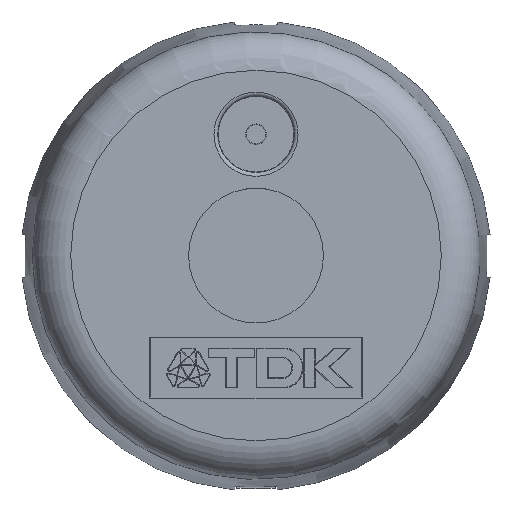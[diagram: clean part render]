
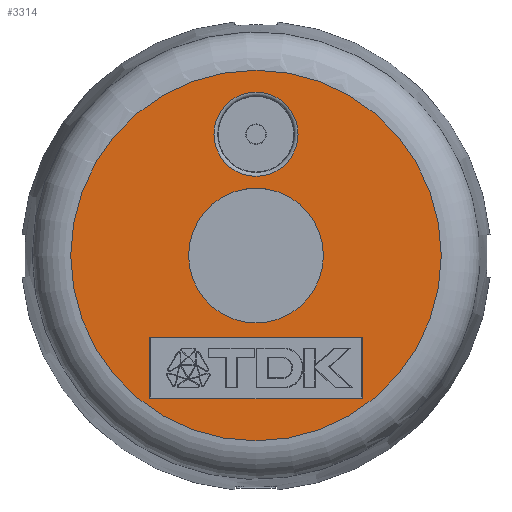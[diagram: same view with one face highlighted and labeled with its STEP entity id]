
A CAD part, top view. The second image highlights one B-rep face of the part: STEP entity #3314.
In plain terms, the highlighted planar face has unit normal (0, 0, 1).
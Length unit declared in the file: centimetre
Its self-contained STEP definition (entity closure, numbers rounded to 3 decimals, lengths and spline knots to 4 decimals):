
#127=LINE('',#4814,#473);
#128=LINE('',#4816,#474);
#129=LINE('',#4818,#475);
#130=LINE('',#4819,#476);
#473=VECTOR('',#3840,1.);
#474=VECTOR('',#3841,1.);
#475=VECTOR('',#3842,1.);
#476=VECTOR('',#3843,1.);
#819=PLANE('',#3514);
#948=FACE_BOUND('',#1177,.T.);
#949=FACE_BOUND('',#1178,.T.);
#950=FACE_BOUND('',#1179,.T.);
#983=FACE_OUTER_BOUND('',#1176,.T.);
#1176=EDGE_LOOP('',(#2338));
#1177=EDGE_LOOP('',(#2339));
#1178=EDGE_LOOP('',(#2340,#2341,#2342,#2343));
#1179=EDGE_LOOP('',(#2344));
#1402=CIRCLE('',#3513,0.1092);
#1403=CIRCLE('',#3515,0.481);
#1404=CIRCLE('',#3516,0.175);
#1520=VERTEX_POINT('',#4805);
#1521=VERTEX_POINT('',#4808);
#1522=VERTEX_POINT('',#4810);
#1523=VERTEX_POINT('',#4812);
#1524=VERTEX_POINT('',#4813);
#1525=VERTEX_POINT('',#4815);
#1526=VERTEX_POINT('',#4817);
#1851=EDGE_CURVE('',#1520,#1520,#1402,.T.);
#1852=EDGE_CURVE('',#1521,#1521,#1403,.T.);
#1853=EDGE_CURVE('',#1522,#1522,#1404,.T.);
#1854=EDGE_CURVE('',#1523,#1524,#127,.T.);
#1855=EDGE_CURVE('',#1524,#1525,#128,.T.);
#1856=EDGE_CURVE('',#1525,#1526,#129,.T.);
#1857=EDGE_CURVE('',#1526,#1523,#130,.T.);
#2338=ORIENTED_EDGE('',*,*,#1852,.F.);
#2339=ORIENTED_EDGE('',*,*,#1853,.T.);
#2340=ORIENTED_EDGE('',*,*,#1854,.T.);
#2341=ORIENTED_EDGE('',*,*,#1855,.T.);
#2342=ORIENTED_EDGE('',*,*,#1856,.T.);
#2343=ORIENTED_EDGE('',*,*,#1857,.T.);
#2344=ORIENTED_EDGE('',*,*,#1851,.F.);
#3314=ADVANCED_FACE('',(#983,#948,#949,#950),#819,.T.);
#3513=AXIS2_PLACEMENT_3D('',#4806,#3832,#3833);
#3514=AXIS2_PLACEMENT_3D('',#4807,#3834,#3835);
#3515=AXIS2_PLACEMENT_3D('',#4809,#3836,#3837);
#3516=AXIS2_PLACEMENT_3D('',#4811,#3838,#3839);
#3832=DIRECTION('center_axis',(0.,0.,1.));
#3833=DIRECTION('ref_axis',(-1.,0.,0.));
#3834=DIRECTION('center_axis',(0.,0.,1.));
#3835=DIRECTION('ref_axis',(1.,0.,0.));
#3836=DIRECTION('center_axis',(0.,0.,-1.));
#3837=DIRECTION('ref_axis',(1.,0.,0.));
#3838=DIRECTION('center_axis',(0.,0.,-1.));
#3839=DIRECTION('ref_axis',(-1.,0.,0.));
#3840=DIRECTION('',(0.,-1.,0.));
#3841=DIRECTION('',(-1.,0.,0.));
#3842=DIRECTION('',(0.,1.,0.));
#3843=DIRECTION('',(1.,0.,0.));
#4805=CARTESIAN_POINT('',(0.1092,0.315,0.65));
#4806=CARTESIAN_POINT('Origin',(0.,0.315,0.65));
#4807=CARTESIAN_POINT('Origin',(0.,0.,0.65));
#4808=CARTESIAN_POINT('',(-0.481,0.,0.65));
#4809=CARTESIAN_POINT('Origin',(0.,0.,0.65));
#4810=CARTESIAN_POINT('',(0.175,0.,0.65));
#4811=CARTESIAN_POINT('Origin',(0.,0.,0.65));
#4812=CARTESIAN_POINT('',(0.276,-0.2118,0.65));
#4813=CARTESIAN_POINT('',(0.276,-0.3715,0.65));
#4814=CARTESIAN_POINT('',(0.276,-0.1858,0.65));
#4815=CARTESIAN_POINT('',(-0.276,-0.3715,0.65));
#4816=CARTESIAN_POINT('',(-0.138,-0.3715,0.65));
#4817=CARTESIAN_POINT('',(-0.276,-0.2118,0.65));
#4818=CARTESIAN_POINT('',(-0.276,-0.1059,0.65));
#4819=CARTESIAN_POINT('',(0.138,-0.2118,0.65));
